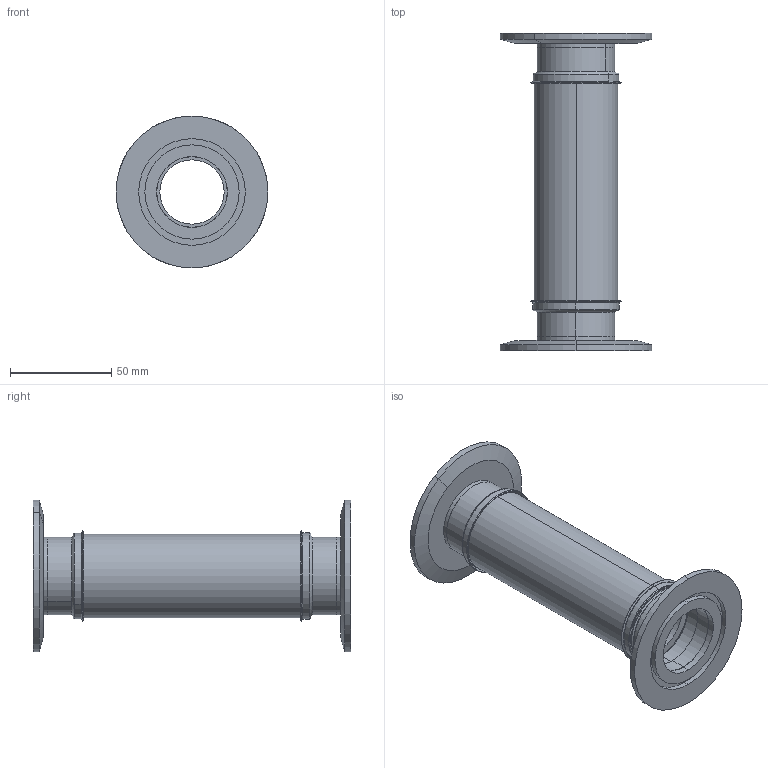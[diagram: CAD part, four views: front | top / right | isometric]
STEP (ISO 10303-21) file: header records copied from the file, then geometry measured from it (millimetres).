
FILE_DESCRIPTION (( 'STEP AP203' ), '1' );
FILE_NAME ('A0597-6-QF.STEP', '2013-11-06T12:04:27', ( '' ), ( '' ), 'SwSTEP 2.0', 'SolidWorks 2012', '' );
FILE_SCHEMA (( 'CONFIG_CONTROL_DESIGN' ));
Length unit declared in the file: inch
Products named in the file (1): A0597-6-QF
Bounding box: 74.93 x 156.69 x 74.93 mm (x, y, z)
Volume: 96647.3 mm3; surface area: 59639.8 mm2
Topology: 7 solids, 7 shells, 138 faces, 276 edges, 160 vertices
Faces by surface type: cylinder 52, cone 32, torus 32, plane 22
Entity records: 3691 total; most frequent: DIRECTION 746, CARTESIAN_POINT 575, ORIENTED_EDGE 552, AXIS2_PLACEMENT_3D 331, EDGE_CURVE 276, CIRCLE 192, VERTEX_POINT 160, EDGE_LOOP 160
